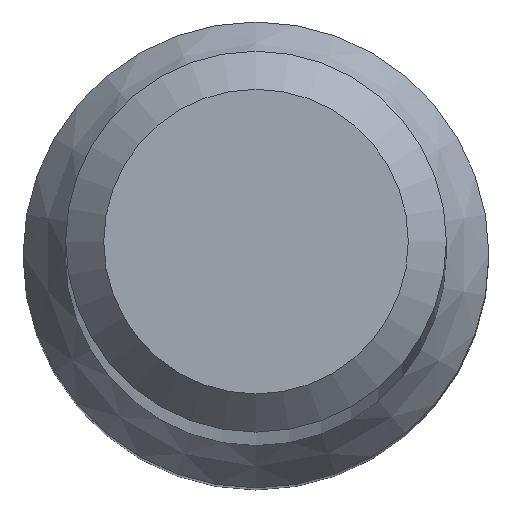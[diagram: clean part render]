
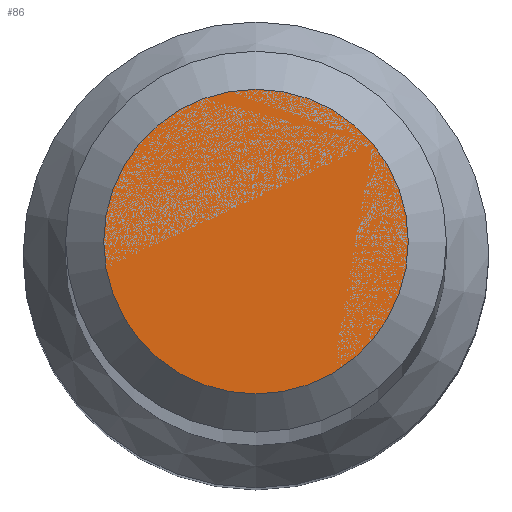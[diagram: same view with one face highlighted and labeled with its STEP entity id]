
A CAD part, top view. The second image highlights one B-rep face of the part: STEP entity #86.
In plain terms, the highlighted planar face has unit normal (0, 0, 1).
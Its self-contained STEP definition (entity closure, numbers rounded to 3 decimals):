
#18 = DIRECTION ( 'NONE',  ( 0., 0., -1. ) ) ;
#66 = CARTESIAN_POINT ( 'NONE',  ( 0., 1.2, 70. ) ) ;
#86 = ADVANCED_FACE ( 'NONE', ( #104 ), #216, .F. ) ;
#90 = EDGE_LOOP ( 'NONE', ( #182 ) ) ;
#99 = DIRECTION ( 'NONE',  ( 0., 0., -1. ) ) ;
#101 = AXIS2_PLACEMENT_3D ( 'NONE', #157, #18, #195 ) ;
#104 = FACE_OUTER_BOUND ( 'NONE', #90, .T. ) ;
#115 = CIRCLE ( 'NONE', #101, 1.2 ) ;
#136 = EDGE_CURVE ( 'NONE', #177, #177, #115, .T. ) ;
#149 = AXIS2_PLACEMENT_3D ( 'NONE', #194, #99, #214 ) ;
#157 = CARTESIAN_POINT ( 'NONE',  ( 0., 0., 70. ) ) ;
#177 = VERTEX_POINT ( 'NONE', #66 ) ;
#182 = ORIENTED_EDGE ( 'NONE', *, *, #136, .F. ) ;
#194 = CARTESIAN_POINT ( 'NONE',  ( 0., 0., 70. ) ) ;
#195 = DIRECTION ( 'NONE',  ( 0., 1., 0. ) ) ;
#214 = DIRECTION ( 'NONE',  ( 0., 1., 0. ) ) ;
#216 = PLANE ( 'NONE',  #149 ) ;
